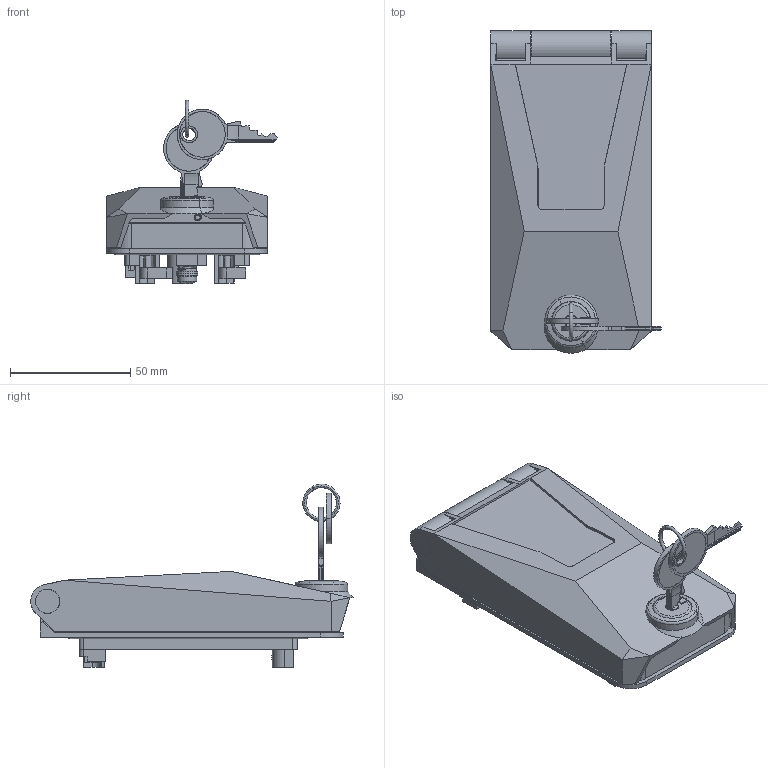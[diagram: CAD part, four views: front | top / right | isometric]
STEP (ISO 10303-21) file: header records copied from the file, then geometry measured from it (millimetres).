
FILE_DESCRIPTION(('CATIA V5 STEP Exchange','CAx-IF Rec.Pracs.--- Model Styling and Organization---1.4--- 2014-01-23'),'2;1');
FILE_NAME ('013587-2_1_1450520000_1450520000.stp','2019-10-22T12:21:39+00:00',('none'),('Weidmueller'),'CATIA Version 5-6 Release 2016 SP3 HF44','CATIA V5 STEP AP214','none');
FILE_SCHEMA(('AUTOMOTIVE_DESIGN { 1 0 10303 214 1 1 1 1 }'));
Length unit declared in the file: millimetre
Products named in the file (1): 1450520000
Bounding box: 71.02 x 134.14 x 76.43 mm (x, y, z)
Volume: 97564.4 mm3; surface area: 70057.1 mm2
Topology: 23 solids, 23 shells, 1189 faces, 3242 edges, 2110 vertices
Faces by surface type: plane 664, cylinder 303, cone 119, torus 55, bspline 22, sphere 16, extrusion 10
Entity records: 39556 total; most frequent: CARTESIAN_POINT 11563, ORIENTED_EDGE 6468, DIRECTION 4525, EDGE_CURVE 3234, VERTEX_POINT 2111, VECTOR 1836, LINE 1826, AXIS2_PLACEMENT_3D 1685
